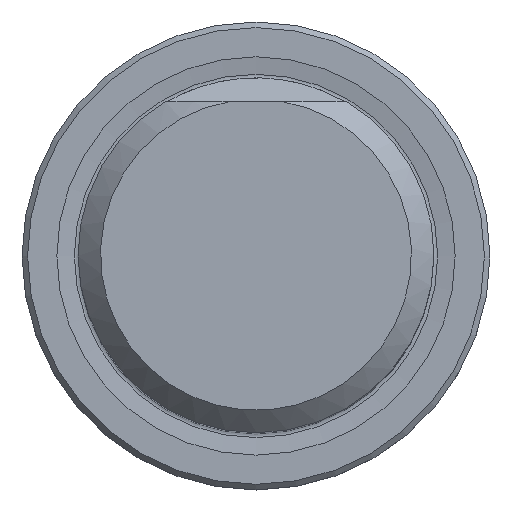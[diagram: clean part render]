
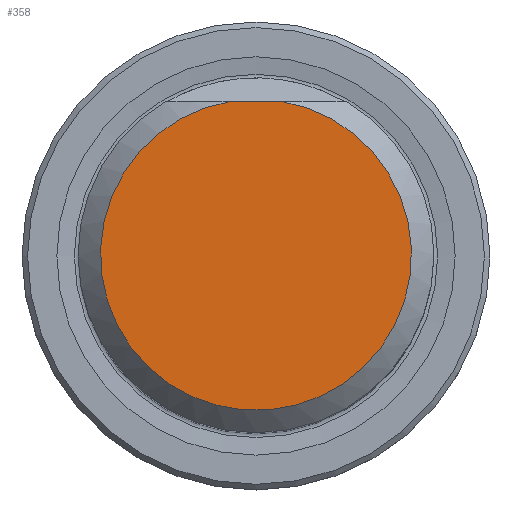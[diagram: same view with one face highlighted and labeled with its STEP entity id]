
A CAD part, top view. The second image highlights one B-rep face of the part: STEP entity #358.
In plain terms, the highlighted planar face has unit normal (0, 0, 1).
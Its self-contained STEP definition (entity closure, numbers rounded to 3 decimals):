
#240=PLANE('',#6101);
#358=ADVANCED_FACE('',(#788),#240,.T.);
#788=FACE_OUTER_BOUND('',#1059,.T.);
#1059=EDGE_LOOP('',(#1859,#1860));
#1552=CIRCLE('',#6100,13.871);
#1859=ORIENTED_EDGE('',*,*,#4017,.F.);
#1860=ORIENTED_EDGE('',*,*,#4018,.T.);
#3447=VERTEX_POINT('',#9302);
#3448=VERTEX_POINT('',#9303);
#4017=EDGE_CURVE('',#3447,#3448,#5204,.T.);
#4018=EDGE_CURVE('',#3447,#3448,#1552,.T.);
#5204=LINE('',#9301,#5551);
#5551=VECTOR('',#6947,1.);
#6100=AXIS2_PLACEMENT_3D('',#9304,#6948,#6949);
#6101=AXIS2_PLACEMENT_3D('',#9305,#6950,#6951);
#6947=DIRECTION('',(1.,0.,0.));
#6948=DIRECTION('',(0.,0.,1.));
#6949=DIRECTION('',(0.,-1.,0.));
#6950=DIRECTION('',(0.,0.,1.));
#6951=DIRECTION('',(0.,-1.,0.));
#9301=CARTESIAN_POINT('',(0.,13.679,60.));
#9302=CARTESIAN_POINT('',(-2.3,13.679,60.));
#9303=CARTESIAN_POINT('',(2.3,13.679,60.));
#9304=CARTESIAN_POINT('',(0.,0.,60.));
#9305=CARTESIAN_POINT('',(0.,0.,60.));
